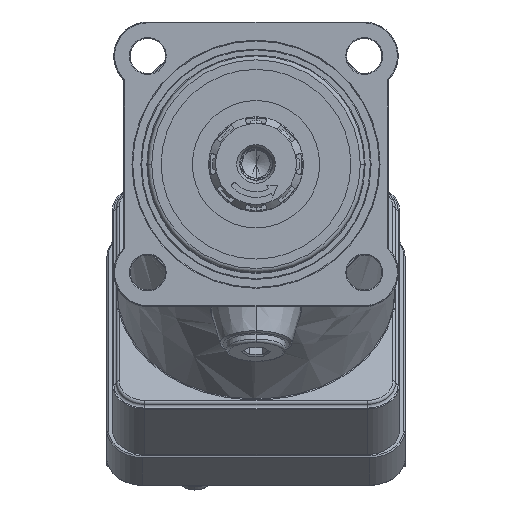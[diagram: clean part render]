
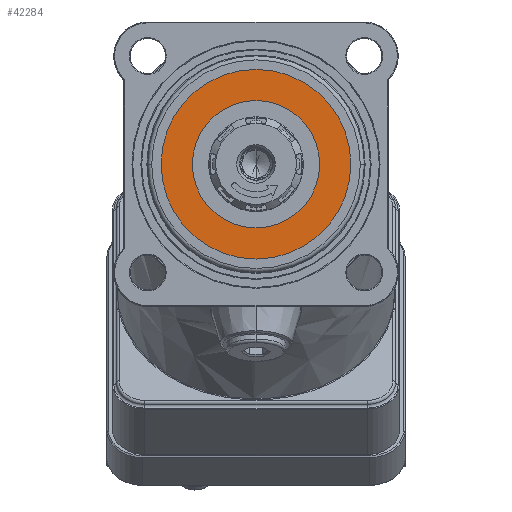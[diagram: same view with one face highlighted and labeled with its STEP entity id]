
A CAD part, top view. The second image highlights one B-rep face of the part: STEP entity #42284.
In plain terms, the highlighted planar face has unit normal (0, 0, 1).
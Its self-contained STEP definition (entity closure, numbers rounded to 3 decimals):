
#879 = EDGE_CURVE ( 'NONE', #29471, #6181, #51689, .T. ) ;
#1813 = EDGE_CURVE ( 'NONE', #25121, #31849, #12060, .T. ) ;
#3035 = DIRECTION ( 'NONE',  ( 0., 0., -1. ) ) ;
#3302 = ORIENTED_EDGE ( 'NONE', *, *, #52789, .F. ) ;
#5224 = DIRECTION ( 'NONE',  ( 1., 0., 0. ) ) ;
#6181 = VERTEX_POINT ( 'NONE', #46790 ) ;
#7511 = CARTESIAN_POINT ( 'NONE',  ( -35., 0., 7. ) ) ;
#11496 = CARTESIAN_POINT ( 'NONE',  ( 0., 0., 7. ) ) ;
#12060 = CIRCLE ( 'NONE', #27549, 35. ) ;
#12164 = DIRECTION ( 'NONE',  ( 0., 0., 1. ) ) ;
#12776 = FACE_OUTER_BOUND ( 'NONE', #22118, .T. ) ;
#19204 = CARTESIAN_POINT ( 'NONE',  ( 35., 0., 7. ) ) ;
#20228 = ORIENTED_EDGE ( 'NONE', *, *, #52750, .T. ) ;
#22118 = EDGE_LOOP ( 'NONE', ( #3302, #53151 ) ) ;
#22397 = CARTESIAN_POINT ( 'NONE',  ( 0., 0., 7. ) ) ;
#25121 = VERTEX_POINT ( 'NONE', #7511 ) ;
#26952 = DIRECTION ( 'NONE',  ( 1., 0., 0. ) ) ;
#27549 = AXIS2_PLACEMENT_3D ( 'NONE', #39436, #30085, #30675 ) ;
#29471 = VERTEX_POINT ( 'NONE', #55669 ) ;
#29755 = AXIS2_PLACEMENT_3D ( 'NONE', #22397, #36934, #26952 ) ;
#30085 = DIRECTION ( 'NONE',  ( 0., 0., -1. ) ) ;
#30666 = DIRECTION ( 'NONE',  ( 1., 0., 0. ) ) ;
#30675 = DIRECTION ( 'NONE',  ( 1., 0., 0. ) ) ;
#31849 = VERTEX_POINT ( 'NONE', #19204 ) ;
#33697 = DIRECTION ( 'NONE',  ( 0., 0., -1. ) ) ;
#35209 = PLANE ( 'NONE',  #39597 ) ;
#36934 = DIRECTION ( 'NONE',  ( 0., 0., -1. ) ) ;
#37474 = CIRCLE ( 'NONE', #29755, 35. ) ;
#38379 = CIRCLE ( 'NONE', #46126, 23.5 ) ;
#39376 = DIRECTION ( 'NONE',  ( 1., 0., 0. ) ) ;
#39436 = CARTESIAN_POINT ( 'NONE',  ( 0., 0., 7. ) ) ;
#39597 = AXIS2_PLACEMENT_3D ( 'NONE', #53704, #12164, #30666 ) ;
#42284 = ADVANCED_FACE ( 'NONE', ( #12776, #58867 ), #35209, .T. ) ;
#45314 = ORIENTED_EDGE ( 'NONE', *, *, #879, .T. ) ;
#46126 = AXIS2_PLACEMENT_3D ( 'NONE', #11496, #3035, #39376 ) ;
#46790 = CARTESIAN_POINT ( 'NONE',  ( 23.5, 0., 7. ) ) ;
#47640 = CARTESIAN_POINT ( 'NONE',  ( 0., 0., 7. ) ) ;
#51689 = CIRCLE ( 'NONE', #55600, 23.5 ) ;
#52750 = EDGE_CURVE ( 'NONE', #6181, #29471, #38379, .T. ) ;
#52789 = EDGE_CURVE ( 'NONE', #31849, #25121, #37474, .T. ) ;
#53057 = EDGE_LOOP ( 'NONE', ( #20228, #45314 ) ) ;
#53151 = ORIENTED_EDGE ( 'NONE', *, *, #1813, .F. ) ;
#53704 = CARTESIAN_POINT ( 'NONE',  ( 0., 0., 7. ) ) ;
#55600 = AXIS2_PLACEMENT_3D ( 'NONE', #47640, #33697, #5224 ) ;
#55669 = CARTESIAN_POINT ( 'NONE',  ( -23.5, 0., 7. ) ) ;
#58867 = FACE_BOUND ( 'NONE', #53057, .T. ) ;
